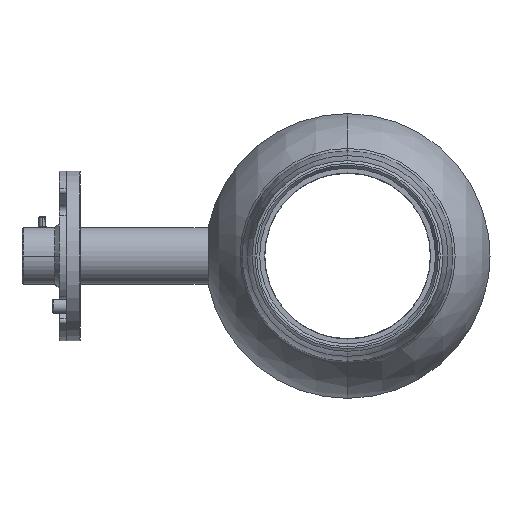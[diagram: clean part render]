
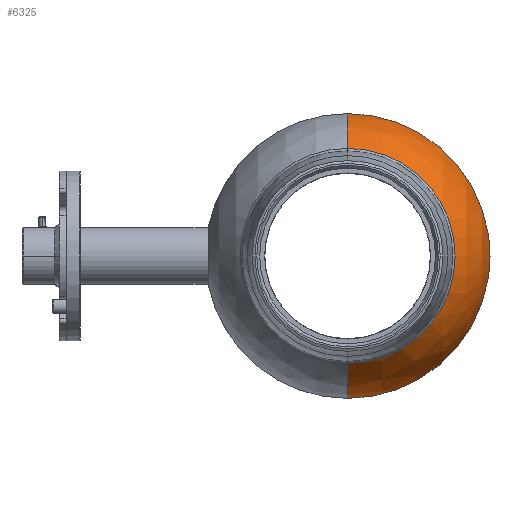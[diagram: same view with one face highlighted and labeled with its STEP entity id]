
A CAD part, left-side view. The second image highlights one B-rep face of the part: STEP entity #6325.
In plain terms, the highlighted spherical face has radius 126.35 mm.
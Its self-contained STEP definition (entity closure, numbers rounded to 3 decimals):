
#917 = AXIS2_PLACEMENT_3D ( 'NONE', #13491, #5969, #9085 ) ;
#988 = CARTESIAN_POINT ( 'NONE',  ( -83.4, 0., -94.915 ) ) ;
#1599 = CARTESIAN_POINT ( 'NONE',  ( -12.995, 0., -125.68 ) ) ;
#1740 = AXIS2_PLACEMENT_3D ( 'NONE', #13941, #3207, #7265 ) ;
#2159 = DIRECTION ( 'NONE',  ( 0., 0., 1. ) ) ;
#2181 = EDGE_CURVE ( 'NONE', #12856, #11478, #4708, .T. ) ;
#2548 = CARTESIAN_POINT ( 'NONE',  ( 0., 0., 0. ) ) ;
#3207 = DIRECTION ( 'NONE',  ( 0., 1., 0. ) ) ;
#3299 = CARTESIAN_POINT ( 'NONE',  ( -83.4, 0., 94.915 ) ) ;
#3717 = DIRECTION ( 'NONE',  ( -1., 0., 0. ) ) ;
#4661 = DIRECTION ( 'NONE',  ( 1., 0., 0. ) ) ;
#4708 = CIRCLE ( 'NONE', #5847, 125.68 ) ;
#4986 = CARTESIAN_POINT ( 'NONE',  ( -12.995, 0., 125.68 ) ) ;
#5377 = ORIENTED_EDGE ( 'NONE', *, *, #2181, .F. ) ;
#5665 = CARTESIAN_POINT ( 'NONE',  ( -12.995, 0., 0. ) ) ;
#5784 = EDGE_LOOP ( 'NONE', ( #10111, #5377, #11955, #7303 ) ) ;
#5834 = FACE_OUTER_BOUND ( 'NONE', #5784, .T. ) ;
#5847 = AXIS2_PLACEMENT_3D ( 'NONE', #5665, #4661, #2159 ) ;
#5969 = DIRECTION ( 'NONE',  ( 0., 1., 0. ) ) ;
#6325 = ADVANCED_FACE ( 'NONE', ( #5834 ), #9017, .T. ) ;
#7132 = CARTESIAN_POINT ( 'NONE',  ( -83.4, 0., 0. ) ) ;
#7195 = CIRCLE ( 'NONE', #1740, 126.35 ) ;
#7265 = DIRECTION ( 'NONE',  ( 0., 0., 1. ) ) ;
#7303 = ORIENTED_EDGE ( 'NONE', *, *, #9343, .F. ) ;
#7572 = EDGE_CURVE ( 'NONE', #12856, #13683, #9127, .T. ) ;
#7642 = AXIS2_PLACEMENT_3D ( 'NONE', #7132, #3717, #11251 ) ;
#8901 = AXIS2_PLACEMENT_3D ( 'NONE', #2548, #11351, #10200 ) ;
#9017 = SPHERICAL_SURFACE ( 'NONE', #917, 126.35 ) ;
#9085 = DIRECTION ( 'NONE',  ( 0., 0., 1. ) ) ;
#9127 = CIRCLE ( 'NONE', #8901, 126.35 ) ;
#9343 = EDGE_CURVE ( 'NONE', #11982, #13683, #13085, .T. ) ;
#9518 = EDGE_CURVE ( 'NONE', #11478, #11982, #7195, .T. ) ;
#10111 = ORIENTED_EDGE ( 'NONE', *, *, #9518, .F. ) ;
#10200 = DIRECTION ( 'NONE',  ( 0., 0., -1. ) ) ;
#11251 = DIRECTION ( 'NONE',  ( 0., 0., -1. ) ) ;
#11351 = DIRECTION ( 'NONE',  ( 0., -1., 0. ) ) ;
#11478 = VERTEX_POINT ( 'NONE', #1599 ) ;
#11955 = ORIENTED_EDGE ( 'NONE', *, *, #7572, .T. ) ;
#11982 = VERTEX_POINT ( 'NONE', #988 ) ;
#12856 = VERTEX_POINT ( 'NONE', #4986 ) ;
#13085 = CIRCLE ( 'NONE', #7642, 94.915 ) ;
#13491 = CARTESIAN_POINT ( 'NONE',  ( 0., 0., 0. ) ) ;
#13683 = VERTEX_POINT ( 'NONE', #3299 ) ;
#13941 = CARTESIAN_POINT ( 'NONE',  ( 0., 0., 0. ) ) ;
